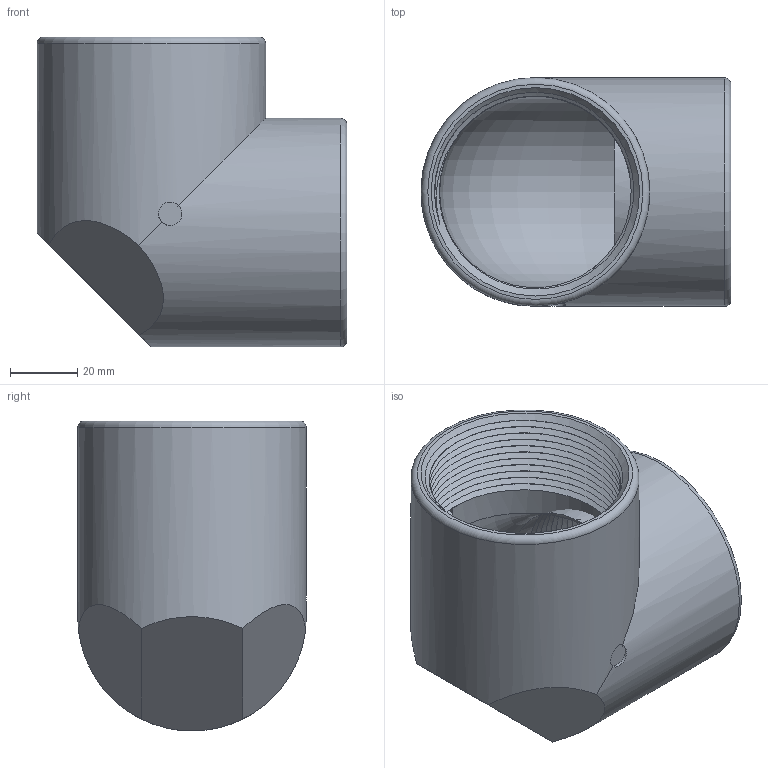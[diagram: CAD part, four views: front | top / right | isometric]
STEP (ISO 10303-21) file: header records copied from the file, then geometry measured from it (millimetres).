
FILE_DESCRIPTION(/* description */ ('Unknown'),/* implementation_level */ '2;1');
FILE_NAME(/* name */ '20200814-R-222-DN50',/* time_stamp */ '2020-08-14T17:48:51+08:00',/* author */ ('Unknown'),/* organization */ ('Unknown'),/* preprocessor_version */ 'ST-DEVELOPER v16.7',/* originating_system */ 'DEX',/* authorisation */ $);
FILE_SCHEMA (('AUTOMOTIVE_DESIGN {1 0 10303 214 3 1 1}'));
Length unit declared in the file: millimetre
Products named in the file (1): DN50
Bounding box: 91.9 x 67.8 x 91.9 mm (x, y, z)
Volume: 116359.1 mm3; surface area: 49573.3 mm2
Topology: 1 solids, 1 shells, 43 faces, 171 edges, 126 vertices
Faces by surface type: cylinder 25, plane 8, bspline 4, torus 4, cone 2
Full cylindrical faces by diameter (mm): 56.8 x20, 67.8 x2
Entity records: 11149 total; most frequent: CARTESIAN_POINT 10292, ORIENTED_EDGE 270, EDGE_CURVE 135, VERTEX_POINT 122, DIRECTION 90, AXIS2_PLACEMENT_3D 40, EDGE_LOOP 33, FACE_BOUND 33
